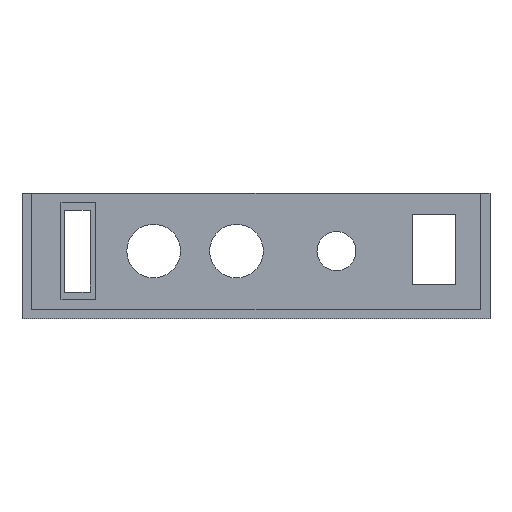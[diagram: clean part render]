
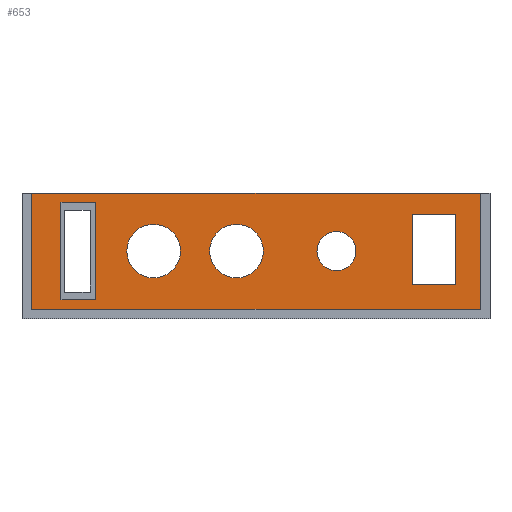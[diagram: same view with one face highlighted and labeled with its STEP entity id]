
A CAD part, top view. The second image highlights one B-rep face of the part: STEP entity #653.
In plain terms, the highlighted planar face has unit normal (0, 0, 1).
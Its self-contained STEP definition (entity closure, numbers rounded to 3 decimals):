
#294 = VERTEX_POINT('',#295);
#295 = CARTESIAN_POINT('',(94.,25.8,4.));
#301 = EDGE_CURVE('',#294,#302,#304,.T.);
#302 = VERTEX_POINT('',#303);
#303 = CARTESIAN_POINT('',(2.,25.8,4.));
#304 = LINE('',#305,#306);
#305 = CARTESIAN_POINT('',(96.,25.8,4.));
#306 = VECTOR('',#307,1.);
#307 = DIRECTION('',(-1.,0.,0.));
#421 = EDGE_CURVE('',#422,#422,#424,.T.);
#422 = VERTEX_POINT('',#423);
#423 = CARTESIAN_POINT('',(32.5,13.9,4.));
#424 = CIRCLE('',#425,5.5);
#425 = AXIS2_PLACEMENT_3D('',#426,#427,#428);
#426 = CARTESIAN_POINT('',(27.,13.9,4.));
#427 = DIRECTION('',(0.,0.,1.));
#428 = DIRECTION('',(1.,0.,0.));
#446 = EDGE_CURVE('',#447,#447,#449,.T.);
#447 = VERTEX_POINT('',#448);
#448 = CARTESIAN_POINT('',(49.5,13.9,4.));
#449 = CIRCLE('',#450,5.5);
#450 = AXIS2_PLACEMENT_3D('',#451,#452,#453);
#451 = CARTESIAN_POINT('',(44.,13.9,4.));
#452 = DIRECTION('',(0.,0.,1.));
#453 = DIRECTION('',(1.,0.,0.));
#471 = EDGE_CURVE('',#472,#472,#474,.T.);
#472 = VERTEX_POINT('',#473);
#473 = CARTESIAN_POINT('',(68.5,13.9,4.));
#474 = CIRCLE('',#475,4.);
#475 = AXIS2_PLACEMENT_3D('',#476,#477,#478);
#476 = CARTESIAN_POINT('',(64.5,13.9,4.));
#477 = DIRECTION('',(0.,0.,1.));
#478 = DIRECTION('',(1.,0.,0.));
#496 = EDGE_CURVE('',#497,#499,#501,.T.);
#497 = VERTEX_POINT('',#498);
#498 = CARTESIAN_POINT('',(80.,21.5,4.));
#499 = VERTEX_POINT('',#500);
#500 = CARTESIAN_POINT('',(80.,7.,4.));
#501 = LINE('',#502,#503);
#502 = CARTESIAN_POINT('',(80.,21.5,4.));
#503 = VECTOR('',#504,1.);
#504 = DIRECTION('',(0.,-1.,0.));
#527 = EDGE_CURVE('',#499,#528,#530,.T.);
#528 = VERTEX_POINT('',#529);
#529 = CARTESIAN_POINT('',(89.,7.,4.));
#530 = LINE('',#531,#532);
#531 = CARTESIAN_POINT('',(80.,7.,4.));
#532 = VECTOR('',#533,1.);
#533 = DIRECTION('',(1.,0.,0.));
#551 = EDGE_CURVE('',#528,#552,#554,.T.);
#552 = VERTEX_POINT('',#553);
#553 = CARTESIAN_POINT('',(89.,21.5,4.));
#554 = LINE('',#555,#556);
#555 = CARTESIAN_POINT('',(89.,7.,4.));
#556 = VECTOR('',#557,1.);
#557 = DIRECTION('',(0.,1.,0.));
#575 = EDGE_CURVE('',#552,#497,#576,.T.);
#576 = LINE('',#577,#578);
#577 = CARTESIAN_POINT('',(89.,21.5,4.));
#578 = VECTOR('',#579,1.);
#579 = DIRECTION('',(-1.,0.,0.));
#595 = VERTEX_POINT('',#596);
#596 = CARTESIAN_POINT('',(2.,2.,4.));
#602 = EDGE_CURVE('',#302,#595,#603,.T.);
#603 = LINE('',#604,#605);
#604 = CARTESIAN_POINT('',(2.,25.8,4.));
#605 = VECTOR('',#606,1.);
#606 = DIRECTION('',(0.,-1.,0.));
#619 = VERTEX_POINT('',#620);
#620 = CARTESIAN_POINT('',(94.,2.,4.));
#626 = EDGE_CURVE('',#595,#619,#627,.T.);
#627 = LINE('',#628,#629);
#628 = CARTESIAN_POINT('',(2.,2.,4.));
#629 = VECTOR('',#630,1.);
#630 = DIRECTION('',(1.,0.,0.));
#643 = EDGE_CURVE('',#619,#294,#644,.T.);
#644 = LINE('',#645,#646);
#645 = CARTESIAN_POINT('',(94.,2.,4.));
#646 = VECTOR('',#647,1.);
#647 = DIRECTION('',(0.,1.,0.));
#653 = ADVANCED_FACE('',(#654,#660,#694,#697,#700,#703),#709,.T.);
#654 = FACE_BOUND('',#655,.T.);
#655 = EDGE_LOOP('',(#656,#657,#658,#659));
#656 = ORIENTED_EDGE('',*,*,#301,.T.);
#657 = ORIENTED_EDGE('',*,*,#602,.T.);
#658 = ORIENTED_EDGE('',*,*,#626,.T.);
#659 = ORIENTED_EDGE('',*,*,#643,.T.);
#660 = FACE_BOUND('',#661,.T.);
#661 = EDGE_LOOP('',(#662,#672,#680,#688));
#662 = ORIENTED_EDGE('',*,*,#663,.F.);
#663 = EDGE_CURVE('',#664,#666,#668,.T.);
#664 = VERTEX_POINT('',#665);
#665 = CARTESIAN_POINT('',(8.,3.9,4.));
#666 = VERTEX_POINT('',#667);
#667 = CARTESIAN_POINT('',(15.,3.9,4.));
#668 = LINE('',#669,#670);
#669 = CARTESIAN_POINT('',(8.,3.9,4.));
#670 = VECTOR('',#671,1.);
#671 = DIRECTION('',(1.,0.,0.));
#672 = ORIENTED_EDGE('',*,*,#673,.F.);
#673 = EDGE_CURVE('',#674,#664,#676,.T.);
#674 = VERTEX_POINT('',#675);
#675 = CARTESIAN_POINT('',(8.,23.9,4.));
#676 = LINE('',#677,#678);
#677 = CARTESIAN_POINT('',(8.,23.9,4.));
#678 = VECTOR('',#679,1.);
#679 = DIRECTION('',(0.,-1.,0.));
#680 = ORIENTED_EDGE('',*,*,#681,.F.);
#681 = EDGE_CURVE('',#682,#674,#684,.T.);
#682 = VERTEX_POINT('',#683);
#683 = CARTESIAN_POINT('',(15.,23.9,4.));
#684 = LINE('',#685,#686);
#685 = CARTESIAN_POINT('',(15.,23.9,4.));
#686 = VECTOR('',#687,1.);
#687 = DIRECTION('',(-1.,0.,0.));
#688 = ORIENTED_EDGE('',*,*,#689,.F.);
#689 = EDGE_CURVE('',#666,#682,#690,.T.);
#690 = LINE('',#691,#692);
#691 = CARTESIAN_POINT('',(15.,3.9,4.));
#692 = VECTOR('',#693,1.);
#693 = DIRECTION('',(0.,1.,0.));
#694 = FACE_BOUND('',#695,.T.);
#695 = EDGE_LOOP('',(#696));
#696 = ORIENTED_EDGE('',*,*,#421,.F.);
#697 = FACE_BOUND('',#698,.T.);
#698 = EDGE_LOOP('',(#699));
#699 = ORIENTED_EDGE('',*,*,#446,.F.);
#700 = FACE_BOUND('',#701,.T.);
#701 = EDGE_LOOP('',(#702));
#702 = ORIENTED_EDGE('',*,*,#471,.F.);
#703 = FACE_BOUND('',#704,.T.);
#704 = EDGE_LOOP('',(#705,#706,#707,#708));
#705 = ORIENTED_EDGE('',*,*,#496,.F.);
#706 = ORIENTED_EDGE('',*,*,#575,.F.);
#707 = ORIENTED_EDGE('',*,*,#551,.F.);
#708 = ORIENTED_EDGE('',*,*,#527,.F.);
#709 = PLANE('',#710);
#710 = AXIS2_PLACEMENT_3D('',#711,#712,#713);
#711 = CARTESIAN_POINT('',(48.,12.9,4.));
#712 = DIRECTION('',(0.,0.,1.));
#713 = DIRECTION('',(1.,0.,0.));
